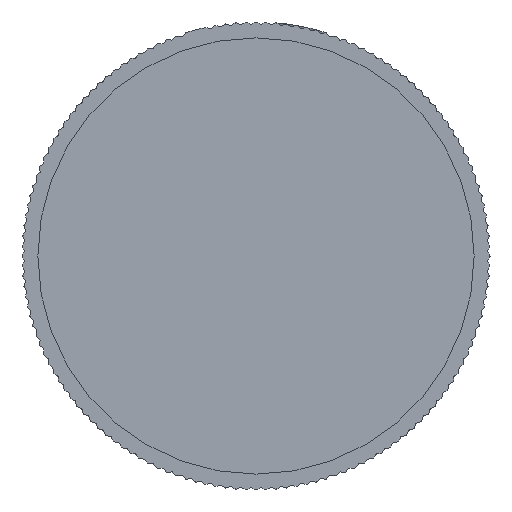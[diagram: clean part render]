
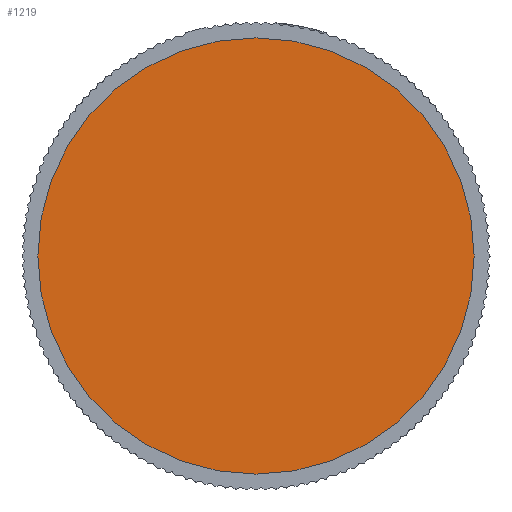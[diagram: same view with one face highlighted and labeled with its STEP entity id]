
A CAD part, front view. The second image highlights one B-rep face of the part: STEP entity #1219.
In plain terms, the highlighted planar face has unit normal (0, -1, 0).
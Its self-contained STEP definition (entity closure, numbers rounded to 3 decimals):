
#1219=ADVANCED_FACE('F616',(#3310),#3311,.T.);
#3310=FACE_OUTER_BOUND('',#6259,.T.);
#3311=PLANE('',#6260);
#6259=EDGE_LOOP('',(#14281,#14282));
#6260=AXIS2_PLACEMENT_3D('',#14283,#14284,#14285);
#14281=ORIENTED_EDGE('',*,*,#21461,.F.);
#14282=ORIENTED_EDGE('',*,*,#22881,.F.);
#14283=CARTESIAN_POINT('',(-0.895,9.6,71.045));
#14284=DIRECTION('',(0.0,-1.0,0.0));
#14285=DIRECTION('',(0.0,0.0,-1.0));
#21461=EDGE_CURVE('NONE',#25563,#25566,#25567,.T.);
#22881=EDGE_CURVE('NONE',#25566,#25563,#28194,.T.);
#25563=VERTEX_POINT('NONE',#31385);
#25566=VERTEX_POINT('',#31389);
#25567=CIRCLE('',#31390,32.7);
#28194=CIRCLE('',#35712,32.7);
#31385=CARTESIAN_POINT('',(35.075,9.6,67.775));
#31389=CARTESIAN_POINT('',(35.075,9.6,2.375));
#31390=AXIS2_PLACEMENT_3D('',#41633,#41634,#41635);
#35712=AXIS2_PLACEMENT_3D('',#44164,#44165,#44166);
#41633=CARTESIAN_POINT('',(35.075,9.6,35.075));
#41634=DIRECTION('',(0.,1.0,0.));
#41635=DIRECTION('',(0.,0.,1.0));
#44164=CARTESIAN_POINT('',(35.075,9.6,35.075));
#44165=DIRECTION('',(0.,1.0,0.));
#44166=DIRECTION('',(0.,0.,1.0));
